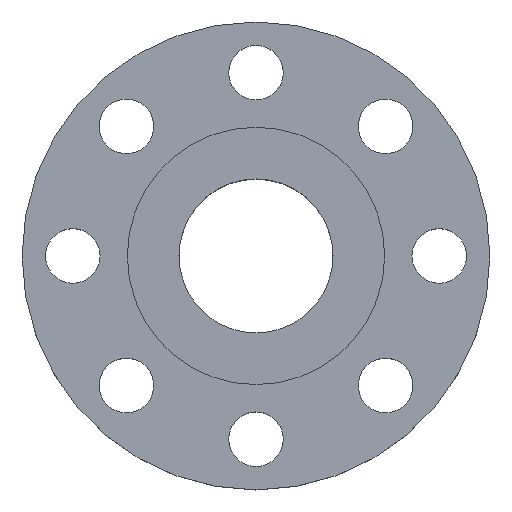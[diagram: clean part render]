
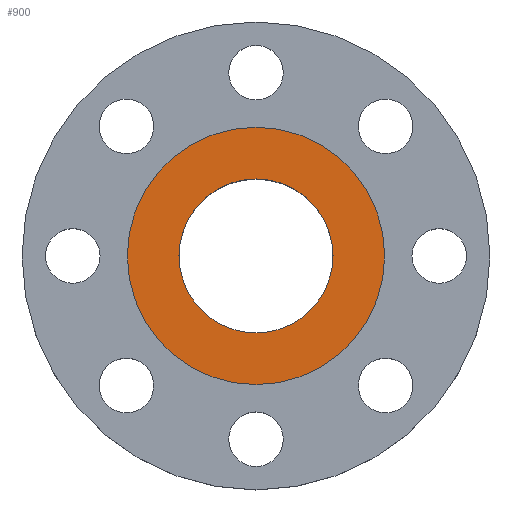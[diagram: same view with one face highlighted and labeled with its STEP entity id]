
A CAD part, top view. The second image highlights one B-rep face of the part: STEP entity #900.
In plain terms, the highlighted planar face has unit normal (0, 0, 1).
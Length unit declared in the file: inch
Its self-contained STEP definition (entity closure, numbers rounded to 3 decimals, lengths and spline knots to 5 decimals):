
#41 = EDGE_LOOP ( 'NONE', ( #259, #384 ) ) ;
#44 = DIRECTION ( 'NONE',  ( 1., 0., 0. ) ) ;
#107 = VERTEX_POINT ( 'NONE', #532 ) ;
#114 = CARTESIAN_POINT ( 'NONE',  ( 0., 0., 0. ) ) ;
#151 = AXIS2_PLACEMENT_3D ( 'NONE', #922, #420, #941 ) ;
#203 = CIRCLE ( 'NONE', #740, 2.0625 ) ;
#213 = CARTESIAN_POINT ( 'NONE',  ( 2.0625, 0., 0. ) ) ;
#222 = CARTESIAN_POINT ( 'NONE',  ( 0., 0., 0. ) ) ;
#259 = ORIENTED_EDGE ( 'NONE', *, *, #658, .T. ) ;
#265 = AXIS2_PLACEMENT_3D ( 'NONE', #222, #564, #579 ) ;
#266 = CIRCLE ( 'NONE', #265, 2.0625 ) ;
#306 = PLANE ( 'NONE',  #718 ) ;
#309 = CARTESIAN_POINT ( 'NONE',  ( 0., 0., 0. ) ) ;
#384 = ORIENTED_EDGE ( 'NONE', *, *, #534, .T. ) ;
#388 = EDGE_CURVE ( 'NONE', #107, #622, #1083, .T. ) ;
#420 = DIRECTION ( 'NONE',  ( 0., 0., 1. ) ) ;
#438 = VERTEX_POINT ( 'NONE', #1076 ) ;
#462 = FACE_OUTER_BOUND ( 'NONE', #41, .T. ) ;
#504 = EDGE_LOOP ( 'NONE', ( #620, #769 ) ) ;
#532 = CARTESIAN_POINT ( 'NONE',  ( -1.2345, 0., 0. ) ) ;
#534 = EDGE_CURVE ( 'NONE', #438, #629, #266, .T. ) ;
#564 = DIRECTION ( 'NONE',  ( 0., 0., 1. ) ) ;
#579 = DIRECTION ( 'NONE',  ( 1., 0., 0. ) ) ;
#620 = ORIENTED_EDGE ( 'NONE', *, *, #1107, .F. ) ;
#622 = VERTEX_POINT ( 'NONE', #645 ) ;
#629 = VERTEX_POINT ( 'NONE', #213 ) ;
#634 = DIRECTION ( 'NONE',  ( -1., 0., 0. ) ) ;
#645 = CARTESIAN_POINT ( 'NONE',  ( 1.2345, 0., 0. ) ) ;
#658 = EDGE_CURVE ( 'NONE', #629, #438, #203, .T. ) ;
#718 = AXIS2_PLACEMENT_3D ( 'NONE', #810, #1093, #634 ) ;
#740 = AXIS2_PLACEMENT_3D ( 'NONE', #309, #830, #44 ) ;
#769 = ORIENTED_EDGE ( 'NONE', *, *, #388, .F. ) ;
#802 = DIRECTION ( 'NONE',  ( 1., 0., 0. ) ) ;
#810 = CARTESIAN_POINT ( 'NONE',  ( 0., 1.2345, 0. ) ) ;
#813 = AXIS2_PLACEMENT_3D ( 'NONE', #114, #990, #802 ) ;
#830 = DIRECTION ( 'NONE',  ( 0., 0., 1. ) ) ;
#900 = ADVANCED_FACE ( 'NONE', ( #998, #462 ), #306, .F. ) ;
#922 = CARTESIAN_POINT ( 'NONE',  ( 0., 0., 0. ) ) ;
#941 = DIRECTION ( 'NONE',  ( 1., 0., 0. ) ) ;
#990 = DIRECTION ( 'NONE',  ( 0., 0., 1. ) ) ;
#998 = FACE_BOUND ( 'NONE', #504, .T. ) ;
#1076 = CARTESIAN_POINT ( 'NONE',  ( -2.0625, 0., 0. ) ) ;
#1083 = CIRCLE ( 'NONE', #813, 1.2345 ) ;
#1093 = DIRECTION ( 'NONE',  ( 0., 0., -1. ) ) ;
#1105 = CIRCLE ( 'NONE', #151, 1.2345 ) ;
#1107 = EDGE_CURVE ( 'NONE', #622, #107, #1105, .T. ) ;
